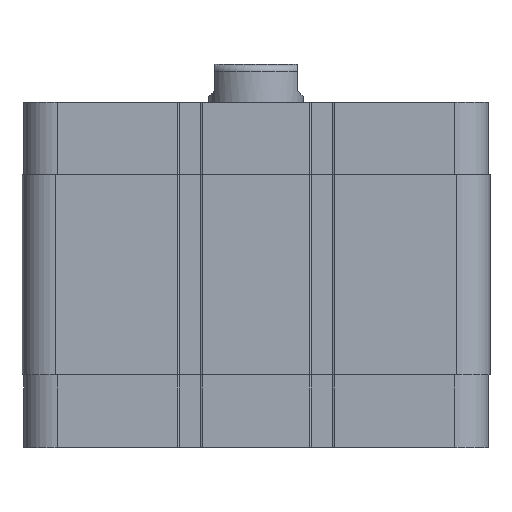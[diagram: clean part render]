
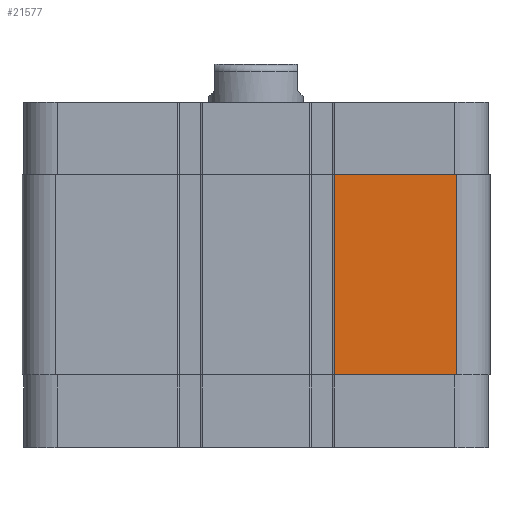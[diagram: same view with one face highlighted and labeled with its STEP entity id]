
A CAD part, front view. The second image highlights one B-rep face of the part: STEP entity #21577.
In plain terms, the highlighted planar face has unit normal (0, -1, 0).
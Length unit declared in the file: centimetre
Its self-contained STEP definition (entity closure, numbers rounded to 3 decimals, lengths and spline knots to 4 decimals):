
#928=PLANE($,#22440);
#2055=FACE_OUTER_BOUND($,#3342,.T.);
#3342=EDGE_LOOP($,(#19327,#19328,#19329,#19330));
#4780=LINE($,#42525,#6399);
#4937=LINE($,#43009,#6556);
#4963=LINE($,#43074,#6582);
#4964=LINE($,#43076,#6583);
#6399=VECTOR($,#25020,3.225);
#6556=VECTOR($,#25495,3.225);
#6582=VECTOR($,#25573,5.3);
#6583=VECTOR($,#25576,5.3);
#9944=VERTEX_POINT($,#42522);
#9945=VERTEX_POINT($,#42524);
#10112=VERTEX_POINT($,#43006);
#10113=VERTEX_POINT($,#43008);
#12979=EDGE_CURVE($,#9945,#9944,#4780,.T.);
#13221=EDGE_CURVE($,#10113,#10112,#4937,.T.);
#13255=EDGE_CURVE($,#10112,#9945,#4963,.T.);
#13256=EDGE_CURVE($,#10113,#9944,#4964,.T.);
#19327=ORIENTED_EDGE($,*,*,#12979,.T.);
#19328=ORIENTED_EDGE($,*,*,#13256,.F.);
#19329=ORIENTED_EDGE($,*,*,#13221,.T.);
#19330=ORIENTED_EDGE($,*,*,#13255,.T.);
#21577=ADVANCED_FACE($,(#2055),#928,.T.);
#22440=AXIS2_PLACEMENT_3D($,#43075,#25574,#25575);
#25020=DIRECTION($,(-1.,0.,0.));
#25495=DIRECTION($,(1.,0.,0.));
#25573=DIRECTION($,(0.,0.,1.));
#25574=DIRECTION('center_axis',(0.,-1.,0.));
#25575=DIRECTION('ref_axis',(1.,0.,0.));
#25576=DIRECTION($,(0.,0.,1.));
#42522=CARTESIAN_POINT('',(2.075,-6.2,7.225));
#42524=CARTESIAN_POINT('',(5.3,-6.2,7.225));
#42525=CARTESIAN_POINT($,(5.3,-6.2,7.225));
#43006=CARTESIAN_POINT('',(5.3,-6.2,1.925));
#43008=CARTESIAN_POINT('',(2.075,-6.2,1.925));
#43009=CARTESIAN_POINT($,(2.075,-6.2,1.925));
#43074=CARTESIAN_POINT($,(5.3,-6.2,1.925));
#43075=CARTESIAN_POINT('Origin',(5.3,-6.2,23.325));
#43076=CARTESIAN_POINT($,(2.075,-6.2,1.925));
